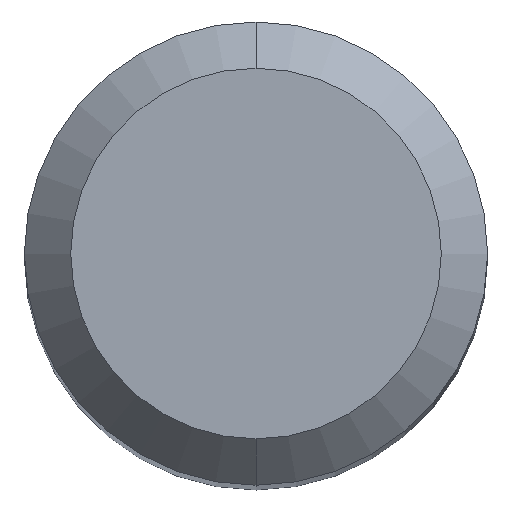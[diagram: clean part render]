
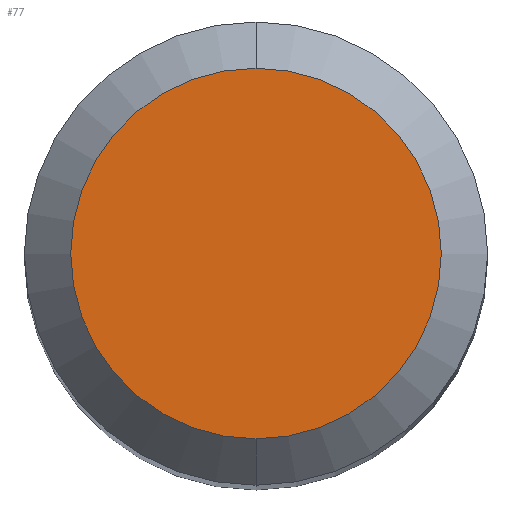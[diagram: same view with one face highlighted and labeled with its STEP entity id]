
A CAD part, top view. The second image highlights one B-rep face of the part: STEP entity #77.
In plain terms, the highlighted planar face has unit normal (0, 0, 1).
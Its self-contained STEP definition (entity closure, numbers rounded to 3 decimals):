
#77=ADVANCED_FACE('',(#166),#167,.T.);
#166=FACE_OUTER_BOUND('',#267,.T.);
#167=PLANE('',#268);
#267=EDGE_LOOP('',(#413,#414));
#268=AXIS2_PLACEMENT_3D('',#415,#416,#417);
#413=ORIENTED_EDGE('',*,*,#547,.F.);
#414=ORIENTED_EDGE('',*,*,#576,.F.);
#415=CARTESIAN_POINT('',(0.,1.2,35.763));
#416=DIRECTION('',(0.,0.,1.0));
#417=DIRECTION('',(0.,-1.0,0.));
#547=EDGE_CURVE('',#651,#653,#654,.T.);
#576=EDGE_CURVE('',#653,#651,#695,.T.);
#651=VERTEX_POINT('',#769);
#653=VERTEX_POINT('',#772);
#654=CIRCLE('',#773,2.4);
#695=CIRCLE('',#817,2.4);
#769=CARTESIAN_POINT('',(0.,2.4,35.763));
#772=CARTESIAN_POINT('',(0.,-2.4,35.763));
#773=AXIS2_PLACEMENT_3D('',#882,#883,#884);
#817=AXIS2_PLACEMENT_3D('',#939,#940,#941);
#882=CARTESIAN_POINT('',(0.,0.0,35.763));
#883=DIRECTION('',(0.,0.0,-1.0));
#884=DIRECTION('',(0.0,1.0,0.0));
#939=CARTESIAN_POINT('',(0.,0.0,35.763));
#940=DIRECTION('',(0.,0.0,-1.0));
#941=DIRECTION('',(0.0,1.0,0.0));
